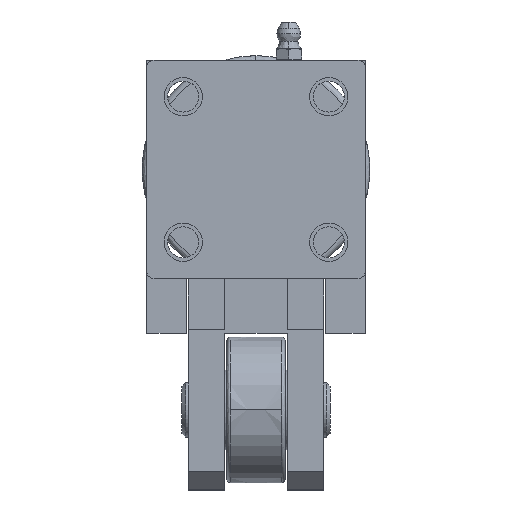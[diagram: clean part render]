
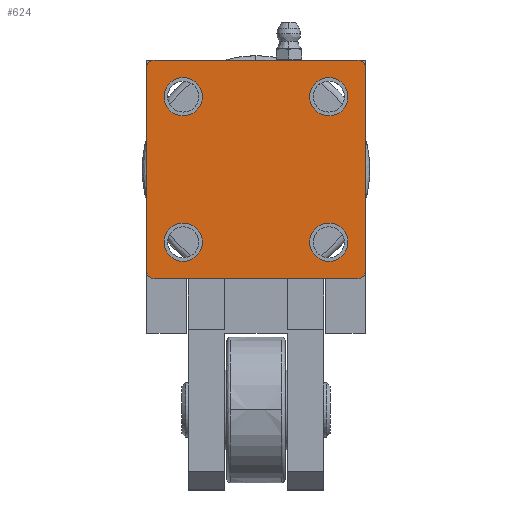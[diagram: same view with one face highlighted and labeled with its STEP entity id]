
A CAD part, top view. The second image highlights one B-rep face of the part: STEP entity #624.
In plain terms, the highlighted planar face has unit normal (0, 0, 1).
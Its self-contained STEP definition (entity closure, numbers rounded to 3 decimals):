
#624=ADVANCED_FACE('NONE',(#1339,#1340,#1341,#1342,#1343),#1344,.T.);
#1339=FACE_OUTER_BOUND('',#2224,.T.);
#1340=FACE_BOUND('',#2225,.T.);
#1341=FACE_BOUND('',#2226,.T.);
#1342=FACE_BOUND('',#2227,.T.);
#1343=FACE_BOUND('',#2228,.T.);
#1344=PLANE('',#2229);
#2224=EDGE_LOOP('',(#4273,#4274,#4275,#4276,#4277,#4278,#4279,#4280));
#2225=EDGE_LOOP('',(#4281,#4282));
#2226=EDGE_LOOP('',(#4283,#4284));
#2227=EDGE_LOOP('',(#4285,#4286));
#2228=EDGE_LOOP('',(#4287,#4288));
#2229=AXIS2_PLACEMENT_3D('',#4289,#4290,#4291);
#4273=ORIENTED_EDGE('',*,*,#5408,.T.);
#4274=ORIENTED_EDGE('',*,*,#5410,.T.);
#4275=ORIENTED_EDGE('',*,*,#5387,.T.);
#4276=ORIENTED_EDGE('',*,*,#5390,.T.);
#4277=ORIENTED_EDGE('',*,*,#5395,.T.);
#4278=ORIENTED_EDGE('',*,*,#5397,.T.);
#4279=ORIENTED_EDGE('',*,*,#5402,.T.);
#4280=ORIENTED_EDGE('',*,*,#5404,.T.);
#4281=ORIENTED_EDGE('',*,*,#5418,.T.);
#4282=ORIENTED_EDGE('',*,*,#4825,.T.);
#4283=ORIENTED_EDGE('',*,*,#5416,.T.);
#4284=ORIENTED_EDGE('',*,*,#4830,.T.);
#4285=ORIENTED_EDGE('',*,*,#5414,.T.);
#4286=ORIENTED_EDGE('',*,*,#4835,.T.);
#4287=ORIENTED_EDGE('',*,*,#5412,.T.);
#4288=ORIENTED_EDGE('',*,*,#4840,.T.);
#4289=CARTESIAN_POINT('',(0.,0.,0.5));
#4290=DIRECTION('',(0.,0.0,1.0));
#4291=DIRECTION('',(0.,-1.0,0.));
#4825=EDGE_CURVE('NONE',#5650,#5651,#5652,.T.);
#4830=EDGE_CURVE('NONE',#5659,#5660,#5661,.T.);
#4835=EDGE_CURVE('NONE',#5668,#5669,#5670,.T.);
#4840=EDGE_CURVE('NONE',#5677,#5678,#5679,.T.);
#5387=EDGE_CURVE('NONE',#6475,#6473,#6476,.T.);
#5390=EDGE_CURVE('NONE',#6473,#6479,#6480,.T.);
#5395=EDGE_CURVE('NONE',#6479,#6484,#6486,.T.);
#5397=EDGE_CURVE('NONE',#6484,#6488,#6489,.T.);
#5402=EDGE_CURVE('NONE',#6488,#6493,#6495,.T.);
#5404=EDGE_CURVE('NONE',#6493,#6497,#6498,.T.);
#5408=EDGE_CURVE('NONE',#6497,#6501,#6503,.T.);
#5410=EDGE_CURVE('NONE',#6501,#6475,#6505,.T.);
#5412=EDGE_CURVE('NONE',#5678,#5677,#6507,.T.);
#5414=EDGE_CURVE('NONE',#5669,#5668,#6509,.T.);
#5416=EDGE_CURVE('NONE',#5660,#5659,#6511,.T.);
#5418=EDGE_CURVE('NONE',#5651,#5650,#6513,.T.);
#5650=VERTEX_POINT('NONE',#6835);
#5651=VERTEX_POINT('NONE',#6836);
#5652=CIRCLE('',#6837,5.25);
#5659=VERTEX_POINT('NONE',#6846);
#5660=VERTEX_POINT('NONE',#6847);
#5661=CIRCLE('',#6848,5.25);
#5668=VERTEX_POINT('NONE',#6857);
#5669=VERTEX_POINT('NONE',#6858);
#5670=CIRCLE('',#6859,5.25);
#5677=VERTEX_POINT('NONE',#6868);
#5678=VERTEX_POINT('NONE',#6869);
#5679=CIRCLE('',#6870,5.25);
#6473=VERTEX_POINT('NONE',#8163);
#6475=VERTEX_POINT('NONE',#8166);
#6476=LINE('',#8167,#8168);
#6479=VERTEX_POINT('NONE',#8172);
#6480=CIRCLE('',#8173,2.0);
#6484=VERTEX_POINT('NONE',#8179);
#6486=LINE('',#8182,#8183);
#6488=VERTEX_POINT('NONE',#8185);
#6489=CIRCLE('',#8186,2.0);
#6493=VERTEX_POINT('NONE',#8192);
#6495=LINE('',#8195,#8196);
#6497=VERTEX_POINT('NONE',#8198);
#6498=CIRCLE('',#8199,2.0);
#6501=VERTEX_POINT('NONE',#8203);
#6503=LINE('',#8206,#8207);
#6505=CIRCLE('',#8209,2.0);
#6507=CIRCLE('',#8211,5.25);
#6509=CIRCLE('',#8213,5.25);
#6511=CIRCLE('',#8215,5.25);
#6513=CIRCLE('',#8217,5.25);
#6835=CARTESIAN_POINT('',(-20.0,-25.25,0.5));
#6836=CARTESIAN_POINT('',(-20.0,-14.75,0.5));
#6837=AXIS2_PLACEMENT_3D('',#8642,#8643,#8644);
#6846=CARTESIAN_POINT('',(20.0,-25.25,0.5));
#6847=CARTESIAN_POINT('',(20.0,-14.75,0.5));
#6848=AXIS2_PLACEMENT_3D('',#8650,#8651,#8652);
#6857=CARTESIAN_POINT('',(-20.0,14.75,0.5));
#6858=CARTESIAN_POINT('',(-20.0,25.25,0.5));
#6859=AXIS2_PLACEMENT_3D('',#8658,#8659,#8660);
#6868=CARTESIAN_POINT('',(20.0,14.75,0.5));
#6869=CARTESIAN_POINT('',(20.0,25.25,0.5));
#6870=AXIS2_PLACEMENT_3D('',#8666,#8667,#8668);
#8163=CARTESIAN_POINT('',(28.0,-30.0,0.5));
#8166=CARTESIAN_POINT('',(-28.0,-30.0,0.5));
#8167=CARTESIAN_POINT('',(0.,-30.0,0.5));
#8168=VECTOR('',#9261,1000.0);
#8172=CARTESIAN_POINT('',(30.0,-28.0,0.5));
#8173=AXIS2_PLACEMENT_3D('',#9263,#9264,#9265);
#8179=CARTESIAN_POINT('',(30.0,28.0,0.5));
#8182=CARTESIAN_POINT('',(30.0,0.,0.5));
#8183=VECTOR('',#9269,1000.0);
#8185=CARTESIAN_POINT('',(28.0,30.0,0.5));
#8186=AXIS2_PLACEMENT_3D('',#9270,#9271,#9272);
#8192=CARTESIAN_POINT('',(-28.0,30.0,0.5));
#8195=CARTESIAN_POINT('',(0.,30.0,0.5));
#8196=VECTOR('',#9276,1000.0);
#8198=CARTESIAN_POINT('',(-30.0,28.0,0.5));
#8199=AXIS2_PLACEMENT_3D('',#9277,#9278,#9279);
#8203=CARTESIAN_POINT('',(-30.0,-28.0,0.5));
#8206=CARTESIAN_POINT('',(-30.0,0.,0.5));
#8207=VECTOR('',#9282,1000.0);
#8209=AXIS2_PLACEMENT_3D('',#9283,#9284,#9285);
#8211=AXIS2_PLACEMENT_3D('',#9286,#9287,#9288);
#8213=AXIS2_PLACEMENT_3D('',#9289,#9290,#9291);
#8215=AXIS2_PLACEMENT_3D('',#9292,#9293,#9294);
#8217=AXIS2_PLACEMENT_3D('',#9295,#9296,#9297);
#8642=CARTESIAN_POINT('',(-20.0,-20.0,0.5));
#8643=DIRECTION('',(0.,0.,-1.0));
#8644=DIRECTION('',(0.,1.0,0.));
#8650=CARTESIAN_POINT('',(20.0,-20.0,0.5));
#8651=DIRECTION('',(0.,0.,-1.0));
#8652=DIRECTION('',(0.,1.0,0.));
#8658=CARTESIAN_POINT('',(-20.0,20.0,0.5));
#8659=DIRECTION('',(0.,0.,-1.0));
#8660=DIRECTION('',(0.,1.0,0.));
#8666=CARTESIAN_POINT('',(20.0,20.0,0.5));
#8667=DIRECTION('',(0.,0.,-1.0));
#8668=DIRECTION('',(0.,1.0,0.));
#9261=DIRECTION('',(1.0,0.,0.));
#9263=CARTESIAN_POINT('',(28.0,-28.0,0.5));
#9264=DIRECTION('',(0.,0.,1.0));
#9265=DIRECTION('',(0.,-1.0,0.));
#9269=DIRECTION('',(0.,1.0,0.));
#9270=CARTESIAN_POINT('',(28.0,28.0,0.5));
#9271=DIRECTION('',(0.,0.,1.0));
#9272=DIRECTION('',(0.,-1.0,0.));
#9276=DIRECTION('',(-1.0,0.,0.));
#9277=CARTESIAN_POINT('',(-28.0,28.0,0.5));
#9278=DIRECTION('',(0.,0.,1.0));
#9279=DIRECTION('',(0.,-1.0,0.));
#9282=DIRECTION('',(0.,-1.0,0.));
#9283=CARTESIAN_POINT('',(-28.0,-28.0,0.5));
#9284=DIRECTION('',(0.,0.,1.0));
#9285=DIRECTION('',(0.,-1.0,0.));
#9286=CARTESIAN_POINT('',(20.0,20.0,0.5));
#9287=DIRECTION('',(0.,0.,-1.0));
#9288=DIRECTION('',(0.,1.0,0.));
#9289=CARTESIAN_POINT('',(-20.0,20.0,0.5));
#9290=DIRECTION('',(0.,0.,-1.0));
#9291=DIRECTION('',(0.,1.0,0.));
#9292=CARTESIAN_POINT('',(20.0,-20.0,0.5));
#9293=DIRECTION('',(0.,0.,-1.0));
#9294=DIRECTION('',(0.,1.0,0.));
#9295=CARTESIAN_POINT('',(-20.0,-20.0,0.5));
#9296=DIRECTION('',(0.,0.,-1.0));
#9297=DIRECTION('',(0.,1.0,0.));
